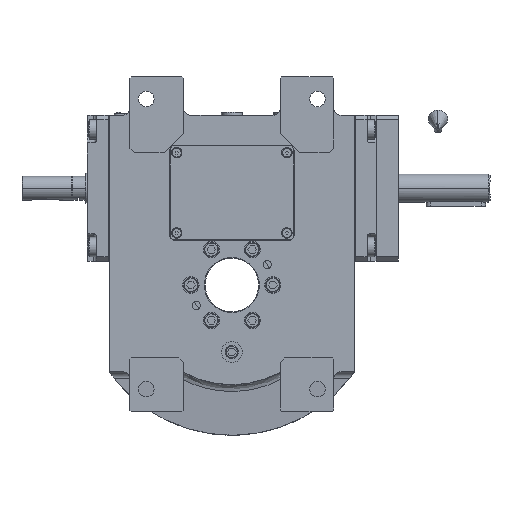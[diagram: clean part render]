
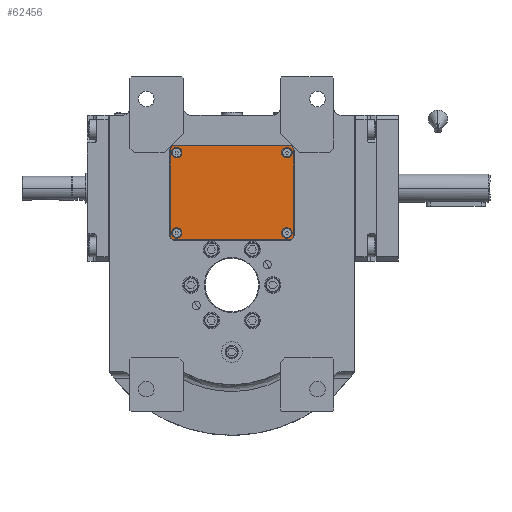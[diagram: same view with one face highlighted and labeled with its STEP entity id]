
A CAD part, front view. The second image highlights one B-rep face of the part: STEP entity #62456.
In plain terms, the highlighted face is planar.
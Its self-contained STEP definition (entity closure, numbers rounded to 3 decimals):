
#36 = EDGE_CURVE ( 'NONE', #5337, #13371, #41589, .T. ) ;
#116 = PLANE ( 'NONE',  #20189 ) ;
#198 = LINE ( 'NONE', #17138, #16629 ) ;
#200 = AXIS2_PLACEMENT_3D ( 'NONE', #28492, #28859, #45362 ) ;
#1198 = FACE_BOUND ( 'NONE', #36375, .T. ) ;
#1416 = VERTEX_POINT ( 'NONE', #63559 ) ;
#2004 = EDGE_CURVE ( 'NONE', #54298, #45255, #70380, .T. ) ;
#2151 = CARTESIAN_POINT ( 'NONE',  ( 39.5, 31.5, 3. ) ) ;
#2502 = VECTOR ( 'NONE', #35369, 1000. ) ;
#4702 = CARTESIAN_POINT ( 'NONE',  ( -33.5, 27., 3. ) ) ;
#4726 = ORIENTED_EDGE ( 'NONE', *, *, #32367, .F. ) ;
#4941 = CARTESIAN_POINT ( 'NONE',  ( 37., -27., 3. ) ) ;
#5152 = EDGE_CURVE ( 'NONE', #40281, #52678, #40296, .T. ) ;
#5337 = VERTEX_POINT ( 'NONE', #53135 ) ;
#5696 = CARTESIAN_POINT ( 'NONE',  ( -33.5, -27., 3. ) ) ;
#6203 = CIRCLE ( 'NONE', #47208, 3.5 ) ;
#6292 = CARTESIAN_POINT ( 'NONE',  ( 40.5, -27., 3. ) ) ;
#6302 = DIRECTION ( 'NONE',  ( 0., 0., 1. ) ) ;
#6358 = FACE_OUTER_BOUND ( 'NONE', #12561, .T. ) ;
#6412 = EDGE_CURVE ( 'NONE', #45255, #19861, #44368, .T. ) ;
#7225 = CIRCLE ( 'NONE', #200, 3.5 ) ;
#8960 = ORIENTED_EDGE ( 'NONE', *, *, #61980, .T. ) ;
#10265 = CARTESIAN_POINT ( 'NONE',  ( 39.5, 31.5, 3. ) ) ;
#10756 = EDGE_CURVE ( 'NONE', #38017, #52177, #23553, .T. ) ;
#11296 = CARTESIAN_POINT ( 'NONE',  ( 39.5, -31.5, 3. ) ) ;
#11336 = DIRECTION ( 'NONE',  ( 0., 0., 1. ) ) ;
#12561 = EDGE_LOOP ( 'NONE', ( #65045, #33013, #13056, #8960, #40908, #29372, #60282, #57286 ) ) ;
#13056 = ORIENTED_EDGE ( 'NONE', *, *, #43264, .T. ) ;
#13371 = VERTEX_POINT ( 'NONE', #66170 ) ;
#13554 = VECTOR ( 'NONE', #33651, 1000. ) ;
#15700 = CIRCLE ( 'NONE', #42578, 3.5 ) ;
#15702 = VERTEX_POINT ( 'NONE', #4702 ) ;
#15955 = DIRECTION ( 'NONE',  ( 0., 0., 1. ) ) ;
#15991 = DIRECTION ( 'NONE',  ( -1., 0., 0. ) ) ;
#16629 = VECTOR ( 'NONE', #28834, 1000. ) ;
#16681 = DIRECTION ( 'NONE',  ( -1., 0., 0. ) ) ;
#17138 = CARTESIAN_POINT ( 'NONE',  ( -39.5, 31.5, 3. ) ) ;
#18362 = DIRECTION ( 'NONE',  ( -1., 0., 0. ) ) ;
#18468 = CIRCLE ( 'NONE', #28943, 3.5 ) ;
#18726 = ORIENTED_EDGE ( 'NONE', *, *, #36, .F. ) ;
#19061 = EDGE_CURVE ( 'NONE', #30067, #34521, #15700, .T. ) ;
#19861 = VERTEX_POINT ( 'NONE', #10265 ) ;
#20189 = AXIS2_PLACEMENT_3D ( 'NONE', #33147, #29102, #72351 ) ;
#20221 = DIRECTION ( 'NONE',  ( 0., 1., 0. ) ) ;
#20257 = VECTOR ( 'NONE', #18362, 1000. ) ;
#20451 = ORIENTED_EDGE ( 'NONE', *, *, #37095, .F. ) ;
#20666 = DIRECTION ( 'NONE',  ( 0., 0., 1. ) ) ;
#20939 = CARTESIAN_POINT ( 'NONE',  ( -41.5, 29.5, 3. ) ) ;
#21141 = DIRECTION ( 'NONE',  ( 0., 0., 1. ) ) ;
#21200 = VERTEX_POINT ( 'NONE', #68503 ) ;
#22001 = AXIS2_PLACEMENT_3D ( 'NONE', #66857, #15955, #16681 ) ;
#22446 = CARTESIAN_POINT ( 'NONE',  ( 33.5, -27., 3. ) ) ;
#23099 = DIRECTION ( 'NONE',  ( 1., 0., 0. ) ) ;
#23553 = LINE ( 'NONE', #51782, #26500 ) ;
#23706 = EDGE_CURVE ( 'NONE', #13371, #5337, #7225, .T. ) ;
#23774 = CIRCLE ( 'NONE', #56635, 3.5 ) ;
#24212 = CARTESIAN_POINT ( 'NONE',  ( 41.5, -29.5, 3. ) ) ;
#25051 = AXIS2_PLACEMENT_3D ( 'NONE', #59503, #20666, #37143 ) ;
#25107 = CARTESIAN_POINT ( 'NONE',  ( -41.5, -29.5, 3. ) ) ;
#25790 = DIRECTION ( 'NONE',  ( 0., 0., 1. ) ) ;
#25954 = EDGE_CURVE ( 'NONE', #15702, #21200, #6203, .T. ) ;
#26500 = VECTOR ( 'NONE', #68215, 1000. ) ;
#28492 = CARTESIAN_POINT ( 'NONE',  ( 37., 27., 3. ) ) ;
#28834 = DIRECTION ( 'NONE',  ( -0.707, -0.707, 0. ) ) ;
#28859 = DIRECTION ( 'NONE',  ( 0., 0., 1. ) ) ;
#28943 = AXIS2_PLACEMENT_3D ( 'NONE', #61547, #11336, #33683 ) ;
#29102 = DIRECTION ( 'NONE',  ( 0., 0., 1. ) ) ;
#29372 = ORIENTED_EDGE ( 'NONE', *, *, #42236, .T. ) ;
#30067 = VERTEX_POINT ( 'NONE', #47290 ) ;
#30747 = DIRECTION ( 'NONE',  ( 1., 0., 0. ) ) ;
#30957 = AXIS2_PLACEMENT_3D ( 'NONE', #4941, #21141, #15991 ) ;
#31345 = VERTEX_POINT ( 'NONE', #22446 ) ;
#31542 = EDGE_CURVE ( 'NONE', #52678, #54298, #45729, .T. ) ;
#32367 = EDGE_CURVE ( 'NONE', #34521, #30067, #23774, .T. ) ;
#32592 = ORIENTED_EDGE ( 'NONE', *, *, #66892, .F. ) ;
#33013 = ORIENTED_EDGE ( 'NONE', *, *, #6412, .T. ) ;
#33147 = CARTESIAN_POINT ( 'NONE',  ( 0., 0., 3. ) ) ;
#33651 = DIRECTION ( 'NONE',  ( 0.707, 0.707, 0. ) ) ;
#33683 = DIRECTION ( 'NONE',  ( 1., 0., 0. ) ) ;
#34463 = LINE ( 'NONE', #2151, #20257 ) ;
#34521 = VERTEX_POINT ( 'NONE', #5696 ) ;
#35249 = VECTOR ( 'NONE', #20221, 1000. ) ;
#35352 = CARTESIAN_POINT ( 'NONE',  ( 39.5, -31.5, 3. ) ) ;
#35369 = DIRECTION ( 'NONE',  ( 0.707, -0.707, 0. ) ) ;
#35678 = ORIENTED_EDGE ( 'NONE', *, *, #52424, .F. ) ;
#36256 = CARTESIAN_POINT ( 'NONE',  ( -39.5, -31.5, 3. ) ) ;
#36375 = EDGE_LOOP ( 'NONE', ( #4726, #47705 ) ) ;
#37095 = EDGE_CURVE ( 'NONE', #21200, #15702, #53613, .T. ) ;
#37143 = DIRECTION ( 'NONE',  ( -1., 0., 0. ) ) ;
#37426 = EDGE_LOOP ( 'NONE', ( #54773, #18726 ) ) ;
#38017 = VERTEX_POINT ( 'NONE', #20939 ) ;
#38640 = CARTESIAN_POINT ( 'NONE',  ( 41.5, 29.5, 3. ) ) ;
#40066 = DIRECTION ( 'NONE',  ( 1., 0., 0. ) ) ;
#40281 = VERTEX_POINT ( 'NONE', #36256 ) ;
#40296 = LINE ( 'NONE', #63377, #41841 ) ;
#40891 = LINE ( 'NONE', #25107, #2502 ) ;
#40908 = ORIENTED_EDGE ( 'NONE', *, *, #10756, .T. ) ;
#41589 = CIRCLE ( 'NONE', #25051, 3.5 ) ;
#41841 = VECTOR ( 'NONE', #23099, 1000. ) ;
#42236 = EDGE_CURVE ( 'NONE', #52177, #40281, #40891, .T. ) ;
#42578 = AXIS2_PLACEMENT_3D ( 'NONE', #54031, #25790, #48511 ) ;
#43264 = EDGE_CURVE ( 'NONE', #19861, #1416, #34463, .T. ) ;
#43277 = CARTESIAN_POINT ( 'NONE',  ( 41.5, -29.5, 3. ) ) ;
#44368 = LINE ( 'NONE', #66338, #45775 ) ;
#45255 = VERTEX_POINT ( 'NONE', #38640 ) ;
#45362 = DIRECTION ( 'NONE',  ( 1., 0., 0. ) ) ;
#45729 = LINE ( 'NONE', #11296, #13554 ) ;
#45775 = VECTOR ( 'NONE', #66704, 1000. ) ;
#47208 = AXIS2_PLACEMENT_3D ( 'NONE', #50709, #6302, #40066 ) ;
#47290 = CARTESIAN_POINT ( 'NONE',  ( -40.5, -27., 3. ) ) ;
#47439 = ORIENTED_EDGE ( 'NONE', *, *, #25954, .F. ) ;
#47705 = ORIENTED_EDGE ( 'NONE', *, *, #19061, .F. ) ;
#48511 = DIRECTION ( 'NONE',  ( -1., 0., 0. ) ) ;
#50709 = CARTESIAN_POINT ( 'NONE',  ( -37., 27., 3. ) ) ;
#51124 = FACE_BOUND ( 'NONE', #57929, .T. ) ;
#51782 = CARTESIAN_POINT ( 'NONE',  ( -41.5, 29.5, 3. ) ) ;
#52060 = DIRECTION ( 'NONE',  ( 0., 0., 1. ) ) ;
#52177 = VERTEX_POINT ( 'NONE', #69484 ) ;
#52424 = EDGE_CURVE ( 'NONE', #31345, #65665, #66057, .T. ) ;
#52678 = VERTEX_POINT ( 'NONE', #35352 ) ;
#53135 = CARTESIAN_POINT ( 'NONE',  ( 33.5, 27., 3. ) ) ;
#53518 = CARTESIAN_POINT ( 'NONE',  ( -37., -27., 3. ) ) ;
#53613 = CIRCLE ( 'NONE', #22001, 3.5 ) ;
#54031 = CARTESIAN_POINT ( 'NONE',  ( -37., -27., 3. ) ) ;
#54298 = VERTEX_POINT ( 'NONE', #24212 ) ;
#54773 = ORIENTED_EDGE ( 'NONE', *, *, #23706, .F. ) ;
#56635 = AXIS2_PLACEMENT_3D ( 'NONE', #53518, #52060, #30747 ) ;
#57286 = ORIENTED_EDGE ( 'NONE', *, *, #31542, .T. ) ;
#57929 = EDGE_LOOP ( 'NONE', ( #47439, #20451 ) ) ;
#59503 = CARTESIAN_POINT ( 'NONE',  ( 37., 27., 3. ) ) ;
#60282 = ORIENTED_EDGE ( 'NONE', *, *, #5152, .T. ) ;
#61547 = CARTESIAN_POINT ( 'NONE',  ( 37., -27., 3. ) ) ;
#61980 = EDGE_CURVE ( 'NONE', #1416, #38017, #198, .T. ) ;
#62456 = ADVANCED_FACE ( 'NONE', ( #6358, #67219, #51124, #67940, #1198 ), #116, .T. ) ;
#63377 = CARTESIAN_POINT ( 'NONE',  ( -39.5, -31.5, 3. ) ) ;
#63559 = CARTESIAN_POINT ( 'NONE',  ( -39.5, 31.5, 3. ) ) ;
#64003 = EDGE_LOOP ( 'NONE', ( #32592, #35678 ) ) ;
#65045 = ORIENTED_EDGE ( 'NONE', *, *, #2004, .T. ) ;
#65665 = VERTEX_POINT ( 'NONE', #6292 ) ;
#66057 = CIRCLE ( 'NONE', #30957, 3.5 ) ;
#66170 = CARTESIAN_POINT ( 'NONE',  ( 40.5, 27., 3. ) ) ;
#66338 = CARTESIAN_POINT ( 'NONE',  ( 41.5, 29.5, 3. ) ) ;
#66704 = DIRECTION ( 'NONE',  ( -0.707, 0.707, 0. ) ) ;
#66857 = CARTESIAN_POINT ( 'NONE',  ( -37., 27., 3. ) ) ;
#66892 = EDGE_CURVE ( 'NONE', #65665, #31345, #18468, .T. ) ;
#67219 = FACE_BOUND ( 'NONE', #37426, .T. ) ;
#67940 = FACE_BOUND ( 'NONE', #64003, .T. ) ;
#68215 = DIRECTION ( 'NONE',  ( 0., -1., 0. ) ) ;
#68503 = CARTESIAN_POINT ( 'NONE',  ( -40.5, 27., 3. ) ) ;
#69484 = CARTESIAN_POINT ( 'NONE',  ( -41.5, -29.5, 3. ) ) ;
#70380 = LINE ( 'NONE', #43277, #35249 ) ;
#72351 = DIRECTION ( 'NONE',  ( 1., 0., 0. ) ) ;
